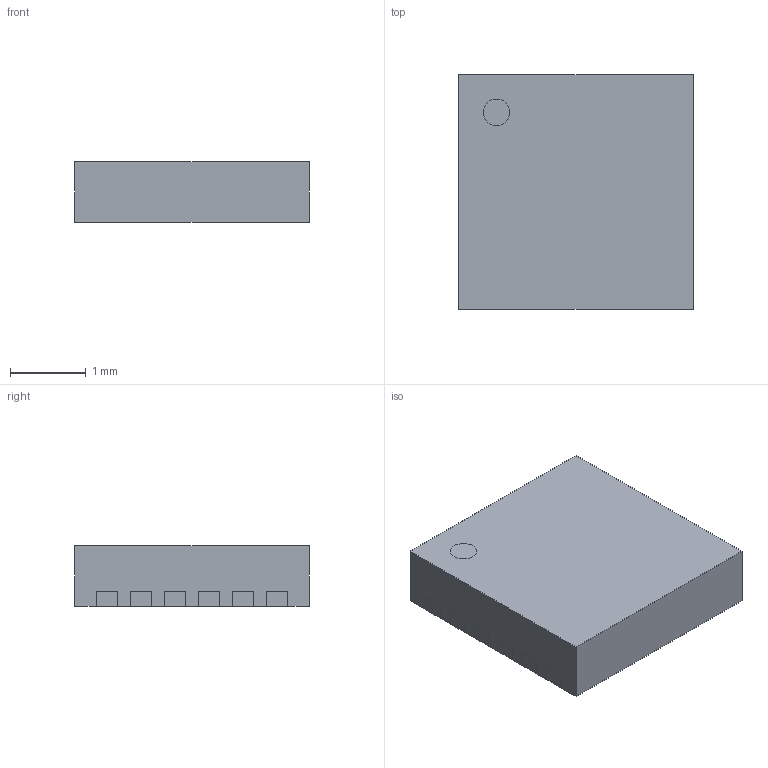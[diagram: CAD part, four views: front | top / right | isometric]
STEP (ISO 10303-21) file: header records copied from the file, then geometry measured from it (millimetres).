
FILE_DESCRIPTION((''),'2;1');
FILE_NAME('SON45P300X300X80-7N-R170X240.stp','2016-08-08T17:26:16',(''),(''),'Mechanical Desktop 2011','Mechanical Desktop 2011',', , ');
FILE_SCHEMA(('AUTOMOTIVE_DESIGN { 1 2 10303 214 1 1 1 1 }'));
Length unit declared in the file: millimetre
Products named in the file (1): Product
Bounding box: 3.1 x 3.1 x 0.8 mm (x, y, z)
Volume: 7.7 mm3; surface area: 49 mm2
Topology: 15 solids, 15 shells, 144 faces, 336 edges, 224 vertices
Faces by surface type: bspline 71, plane 69, cylinder 4
Entity records: 4073 total; most frequent: CARTESIAN_POINT 918, ORIENTED_EDGE 672, DIRECTION 492, EDGE_CURVE 336, VECTOR 328, LINE 328, VERTEX_POINT 224, EDGE_LOOP 146
